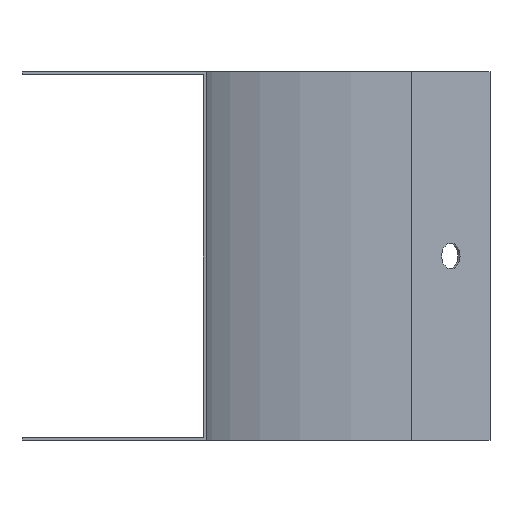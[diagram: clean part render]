
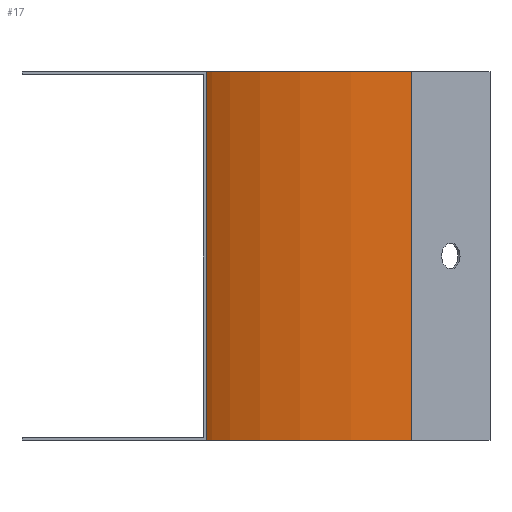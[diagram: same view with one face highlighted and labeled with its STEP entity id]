
A CAD part, front view. The second image highlights one B-rep face of the part: STEP entity #17.
In plain terms, the highlighted cylindrical face has radius 190 mm (diameter 380 mm), a partial arc.
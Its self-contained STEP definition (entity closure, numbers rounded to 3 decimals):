
#17 = ADVANCED_FACE ( 'NONE', ( #984 ), #988, .F. ) ;
#163 = DIRECTION ( 'NONE',  ( -1., 0., 0. ) ) ;
#192 = CARTESIAN_POINT ( 'NONE',  ( 50., 30.048, 0.8 ) ) ;
#207 = VERTEX_POINT ( 'NONE', #558 ) ;
#214 = VERTEX_POINT ( 'NONE', #549 ) ;
#258 = CARTESIAN_POINT ( 'NONE',  ( 50., 30.048, 0.8 ) ) ;
#270 = EDGE_LOOP ( 'NONE', ( #801, #804, #811, #675 ) ) ;
#279 = DIRECTION ( 'NONE',  ( 0., 0., -1. ) ) ;
#300 = DIRECTION ( 'NONE',  ( 1., 0., 0. ) ) ;
#301 = DIRECTION ( 'NONE',  ( 0., 0., -1. ) ) ;
#303 = CARTESIAN_POINT ( 'NONE',  ( 240., 30.048, -99.2 ) ) ;
#354 = DIRECTION ( 'NONE',  ( 1., 0., 0. ) ) ;
#356 = DIRECTION ( 'NONE',  ( 0., 0., -1. ) ) ;
#359 = CARTESIAN_POINT ( 'NONE',  ( 240., 30.048, 0.8 ) ) ;
#482 = DIRECTION ( 'NONE',  ( 0., 0., -1. ) ) ;
#484 = CARTESIAN_POINT ( 'NONE',  ( 105.65, 164.398, 0.8 ) ) ;
#504 = CARTESIAN_POINT ( 'NONE',  ( 240., 30.048, 0.8 ) ) ;
#507 = DIRECTION ( 'NONE',  ( 0., 0., -1. ) ) ;
#549 = CARTESIAN_POINT ( 'NONE',  ( 105.65, 164.398, 0.8 ) ) ;
#558 = CARTESIAN_POINT ( 'NONE',  ( 50., 30.048, -99.2 ) ) ;
#598 = CARTESIAN_POINT ( 'NONE',  ( 105.65, 164.398, -99.2 ) ) ;
#675 = ORIENTED_EDGE ( 'NONE', *, *, #1049, .F. ) ;
#768 = VERTEX_POINT ( 'NONE', #598 ) ;
#775 = VERTEX_POINT ( 'NONE', #192 ) ;
#801 = ORIENTED_EDGE ( 'NONE', *, *, #1073, .T. ) ;
#804 = ORIENTED_EDGE ( 'NONE', *, *, #1064, .T. ) ;
#811 = ORIENTED_EDGE ( 'NONE', *, *, #1101, .F. ) ;
#838 = CIRCLE ( 'NONE', #1230, 190. ) ;
#852 = LINE ( 'NONE', #258, #854 ) ;
#854 = VECTOR ( 'NONE', #279, 1000. ) ;
#897 = LINE ( 'NONE', #484, #900 ) ;
#900 = VECTOR ( 'NONE', #482, 1000. ) ;
#984 = FACE_OUTER_BOUND ( 'NONE', #270, .T. ) ;
#988 = CYLINDRICAL_SURFACE ( 'NONE', #1221, 190. ) ;
#1049 = EDGE_CURVE ( 'NONE', #775, #214, #1169, .T. ) ;
#1064 = EDGE_CURVE ( 'NONE', #207, #768, #838, .T. ) ;
#1073 = EDGE_CURVE ( 'NONE', #775, #207, #852, .T. ) ;
#1101 = EDGE_CURVE ( 'NONE', #214, #768, #897, .T. ) ;
#1169 = CIRCLE ( 'NONE', #1213, 190. ) ;
#1213 = AXIS2_PLACEMENT_3D ( 'NONE', #359, #356, #354 ) ;
#1221 = AXIS2_PLACEMENT_3D ( 'NONE', #504, #507, #163 ) ;
#1230 = AXIS2_PLACEMENT_3D ( 'NONE', #303, #301, #300 ) ;
